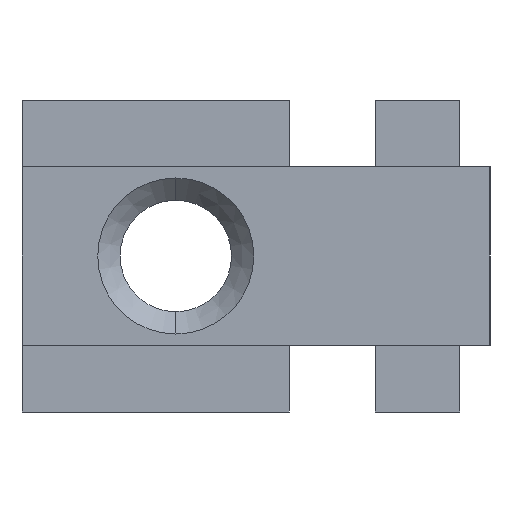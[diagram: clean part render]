
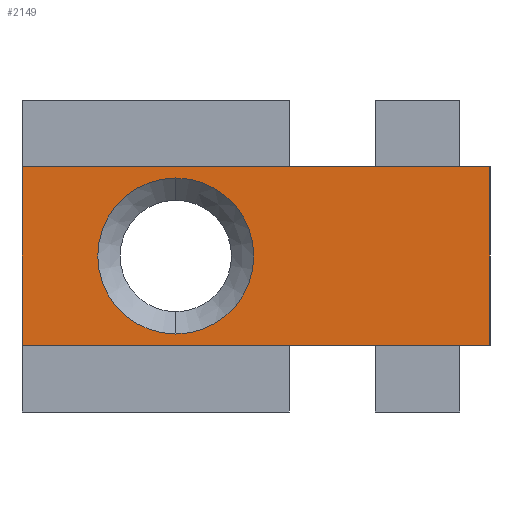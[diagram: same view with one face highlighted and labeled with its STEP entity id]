
A CAD part, left-side view. The second image highlights one B-rep face of the part: STEP entity #2149.
In plain terms, the highlighted planar face has unit normal (-1, 0, 0).
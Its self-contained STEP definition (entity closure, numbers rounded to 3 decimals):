
#117 = EDGE_CURVE ( 'NONE', #787, #1853, #1770, .T. ) ;
#123 = DIRECTION ( 'NONE',  ( 0., 0., -1. ) ) ;
#128 = CARTESIAN_POINT ( 'NONE',  ( 0., 14.1, -3.5 ) ) ;
#256 = CARTESIAN_POINT ( 'NONE',  ( 0., 0., -4. ) ) ;
#451 = PLANE ( 'NONE',  #2135 ) ;
#627 = DIRECTION ( 'NONE',  ( 1., 0., 0. ) ) ;
#633 = EDGE_CURVE ( 'NONE', #1197, #729, #1018, .T. ) ;
#644 = DIRECTION ( 'NONE',  ( 0., 0., -1. ) ) ;
#670 = CARTESIAN_POINT ( 'NONE',  ( 0., 14.1, 3.5 ) ) ;
#679 = CIRCLE ( 'NONE', #878, 3.5 ) ;
#729 = VERTEX_POINT ( 'NONE', #670 ) ;
#762 = LINE ( 'NONE', #2009, #1209 ) ;
#771 = LINE ( 'NONE', #2063, #1719 ) ;
#787 = VERTEX_POINT ( 'NONE', #2208 ) ;
#805 = DIRECTION ( 'NONE',  ( 0., -1., 0. ) ) ;
#849 = LINE ( 'NONE', #256, #2173 ) ;
#874 = AXIS2_PLACEMENT_3D ( 'NONE', #1168, #1876, #2216 ) ;
#878 = AXIS2_PLACEMENT_3D ( 'NONE', #1127, #1156, #2187 ) ;
#885 = CARTESIAN_POINT ( 'NONE',  ( 0., 21., 4. ) ) ;
#1018 = CIRCLE ( 'NONE', #874, 3.5 ) ;
#1036 = EDGE_CURVE ( 'NONE', #729, #1197, #679, .T. ) ;
#1042 = ORIENTED_EDGE ( 'NONE', *, *, #1036, .T. ) ;
#1127 = CARTESIAN_POINT ( 'NONE',  ( 0., 14.1, 0. ) ) ;
#1147 = VERTEX_POINT ( 'NONE', #2030 ) ;
#1152 = ORIENTED_EDGE ( 'NONE', *, *, #1714, .T. ) ;
#1156 = DIRECTION ( 'NONE',  ( 1., 0., 0. ) ) ;
#1168 = CARTESIAN_POINT ( 'NONE',  ( 0., 14.1, 0. ) ) ;
#1197 = VERTEX_POINT ( 'NONE', #128 ) ;
#1204 = VECTOR ( 'NONE', #644, 1000. ) ;
#1209 = VECTOR ( 'NONE', #805, 1000. ) ;
#1263 = FACE_OUTER_BOUND ( 'NONE', #1867, .T. ) ;
#1305 = CARTESIAN_POINT ( 'NONE',  ( 0., 0., 4. ) ) ;
#1308 = EDGE_CURVE ( 'NONE', #1973, #1147, #771, .T. ) ;
#1325 = ORIENTED_EDGE ( 'NONE', *, *, #633, .T. ) ;
#1456 = DIRECTION ( 'NONE',  ( 0., -1., 0. ) ) ;
#1714 = EDGE_CURVE ( 'NONE', #1147, #1853, #849, .T. ) ;
#1719 = VECTOR ( 'NONE', #123, 1000. ) ;
#1724 = ORIENTED_EDGE ( 'NONE', *, *, #1308, .T. ) ;
#1770 = LINE ( 'NONE', #1989, #1204 ) ;
#1814 = CARTESIAN_POINT ( 'NONE',  ( 0., 0., -4. ) ) ;
#1836 = DIRECTION ( 'NONE',  ( 0., 0., -1. ) ) ;
#1853 = VERTEX_POINT ( 'NONE', #1814 ) ;
#1867 = EDGE_LOOP ( 'NONE', ( #1152, #1910, #2047, #1724 ) ) ;
#1876 = DIRECTION ( 'NONE',  ( 1., 0., 0. ) ) ;
#1910 = ORIENTED_EDGE ( 'NONE', *, *, #117, .F. ) ;
#1973 = VERTEX_POINT ( 'NONE', #885 ) ;
#1989 = CARTESIAN_POINT ( 'NONE',  ( 0., 0., 4. ) ) ;
#2009 = CARTESIAN_POINT ( 'NONE',  ( 0., 0., 4. ) ) ;
#2030 = CARTESIAN_POINT ( 'NONE',  ( 0., 21., -4. ) ) ;
#2047 = ORIENTED_EDGE ( 'NONE', *, *, #2164, .F. ) ;
#2063 = CARTESIAN_POINT ( 'NONE',  ( 0., 21., 4. ) ) ;
#2135 = AXIS2_PLACEMENT_3D ( 'NONE', #1305, #627, #1836 ) ;
#2140 = FACE_BOUND ( 'NONE', #2206, .T. ) ;
#2149 = ADVANCED_FACE ( 'NONE', ( #2140, #1263 ), #451, .F. ) ;
#2164 = EDGE_CURVE ( 'NONE', #1973, #787, #762, .T. ) ;
#2173 = VECTOR ( 'NONE', #1456, 1000. ) ;
#2187 = DIRECTION ( 'NONE',  ( 0., 0., -1. ) ) ;
#2206 = EDGE_LOOP ( 'NONE', ( #1042, #1325 ) ) ;
#2208 = CARTESIAN_POINT ( 'NONE',  ( 0., 0., 4. ) ) ;
#2216 = DIRECTION ( 'NONE',  ( 0., 0., -1. ) ) ;
